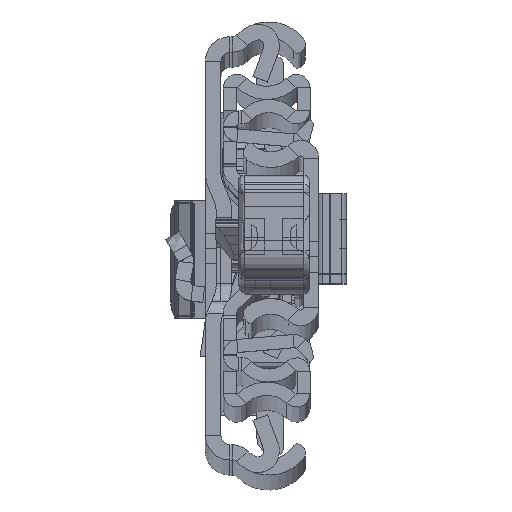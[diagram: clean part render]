
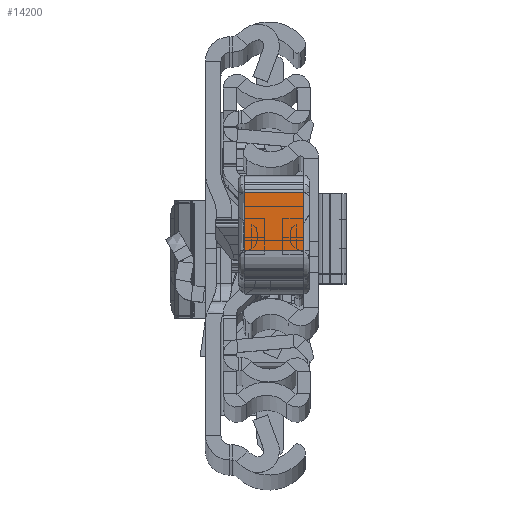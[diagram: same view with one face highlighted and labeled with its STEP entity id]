
A CAD part, top view. The second image highlights one B-rep face of the part: STEP entity #14200.
In plain terms, the highlighted face is planar.
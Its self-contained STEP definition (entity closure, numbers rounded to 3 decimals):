
#567 = ORIENTED_EDGE ( 'NONE', *, *, #10353, .F. ) ;
#769 = LINE ( 'NONE', #21702, #16809 ) ;
#907 = CARTESIAN_POINT ( 'NONE',  ( 39.55, -12.274, -10. ) ) ;
#1858 = VERTEX_POINT ( 'NONE', #7165 ) ;
#4379 = CARTESIAN_POINT ( 'NONE',  ( 39.55, -12.274, -10. ) ) ;
#5301 = EDGE_CURVE ( 'NONE', #1858, #26760, #11745, .T. ) ;
#5324 = ORIENTED_EDGE ( 'NONE', *, *, #34733, .F. ) ;
#7165 = CARTESIAN_POINT ( 'NONE',  ( 39.818, -2.465, 0. ) ) ;
#7795 = VERTEX_POINT ( 'NONE', #907 ) ;
#8417 = DIRECTION ( 'NONE',  ( -1., 0.027, 0. ) ) ;
#9499 = CARTESIAN_POINT ( 'NONE',  ( 39.55, -12.274, -11. ) ) ;
#10353 = EDGE_CURVE ( 'NONE', #20460, #1858, #769, .T. ) ;
#11745 = LINE ( 'NONE', #14817, #14748 ) ;
#12173 = DIRECTION ( 'NONE',  ( 0., 0., 1. ) ) ;
#14200 = ADVANCED_FACE ( 'NONE', ( #37646 ), #35124, .F. ) ;
#14748 = VECTOR ( 'NONE', #26556, 1000. ) ;
#14817 = CARTESIAN_POINT ( 'NONE',  ( 39.818, -2.465, -11. ) ) ;
#16809 = VECTOR ( 'NONE', #21318, 1000. ) ;
#17734 = VECTOR ( 'NONE', #12173, 1000. ) ;
#18914 = AXIS2_PLACEMENT_3D ( 'NONE', #34745, #8417, #31864 ) ;
#20460 = VERTEX_POINT ( 'NONE', #29934 ) ;
#21318 = DIRECTION ( 'NONE',  ( 0.027, 1., 0. ) ) ;
#21702 = CARTESIAN_POINT ( 'NONE',  ( 39.55, -12.274, 0. ) ) ;
#23076 = VECTOR ( 'NONE', #30726, 1000. ) ;
#23235 = ORIENTED_EDGE ( 'NONE', *, *, #32959, .F. ) ;
#26432 = ORIENTED_EDGE ( 'NONE', *, *, #5301, .F. ) ;
#26556 = DIRECTION ( 'NONE',  ( 0., 0., -1. ) ) ;
#26596 = LINE ( 'NONE', #9499, #17734 ) ;
#26760 = VERTEX_POINT ( 'NONE', #29028 ) ;
#29028 = CARTESIAN_POINT ( 'NONE',  ( 39.818, -2.465, -10. ) ) ;
#29934 = CARTESIAN_POINT ( 'NONE',  ( 39.55, -12.274, 0. ) ) ;
#30302 = EDGE_LOOP ( 'NONE', ( #5324, #23235, #26432, #567 ) ) ;
#30726 = DIRECTION ( 'NONE',  ( -0.027, -1., 0. ) ) ;
#31864 = DIRECTION ( 'NONE',  ( -0.027, -1., 0. ) ) ;
#32959 = EDGE_CURVE ( 'NONE', #26760, #7795, #33597, .T. ) ;
#33597 = LINE ( 'NONE', #4379, #23076 ) ;
#34733 = EDGE_CURVE ( 'NONE', #7795, #20460, #26596, .T. ) ;
#34745 = CARTESIAN_POINT ( 'NONE',  ( 39.55, -12.274, -11. ) ) ;
#35124 = PLANE ( 'NONE',  #18914 ) ;
#37646 = FACE_OUTER_BOUND ( 'NONE', #30302, .T. ) ;
